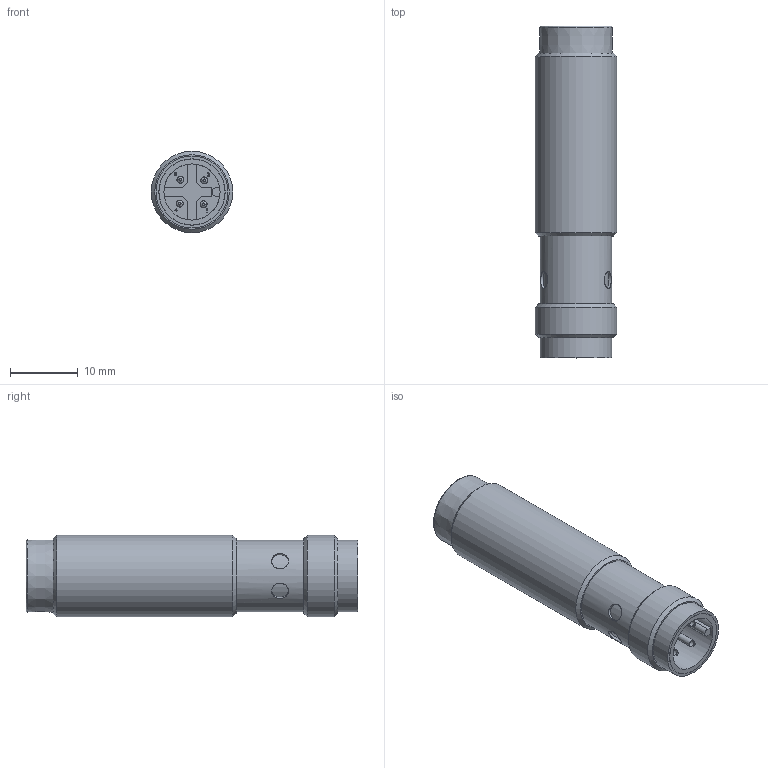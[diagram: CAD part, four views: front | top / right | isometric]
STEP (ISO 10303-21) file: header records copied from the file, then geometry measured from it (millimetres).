
FILE_DESCRIPTION(/* description */ ('KNIM12KM8NG3-B4','CAx-IF Rec.Pracs.---Representation and Presentation of Product Manufacturing Information (PMI)---4.0---2014-10-13'),/* implementation_level */ '2;1');
FILE_NAME(/* name */ 'KNIM12KM8NG3-B4.stp',/* time_stamp */ '2019-01-11T08:04:08+01:00',/* author */ ('cf'),/* organization */ ('di-soric GmbH & Co. KG'),/* preprocessor_version */ 'ST-DEVELOPER v17.2',/* originating_system */ 'Autodesk Inventor 2019',/* authorisation */ '');
FILE_SCHEMA (('AP242_MANAGED_MODEL_BASED_3D_ENGINEERING_MIM_LF { 1 0 10303 442 1 1 4 }'));
Length unit declared in the file: millimetre
Products named in the file (1): KNIM12KM8NG3-B4
Bounding box: 12 x 49 x 12 mm (x, y, z)
Volume: 2059.2 mm3; surface area: 5036 mm2
Topology: 2 solids, 9 shells, 398 faces, 1094 edges, 737 vertices
Faces by surface type: plane 320, cylinder 54, cone 23, torus 1
Full cylindrical faces by diameter (mm): 0.6 x5, 1 x11, 1.05 x11, 1.15 x4, 1.5 x4, 2.5 x4, 3 x1, 7.8 x1, 8.3 x1, 9.75 x1, 9.8 x1, 10.1 x1, 10.6 x2, 12 x2
Entity records: 13735 total; most frequent: CARTESIAN_POINT 2958, ORIENTED_EDGE 2180, DIRECTION 2038, EDGE_CURVE 1090, LINE 868, VECTOR 868, VERTEX_POINT 737, AXIS2_PLACEMENT_3D 585
